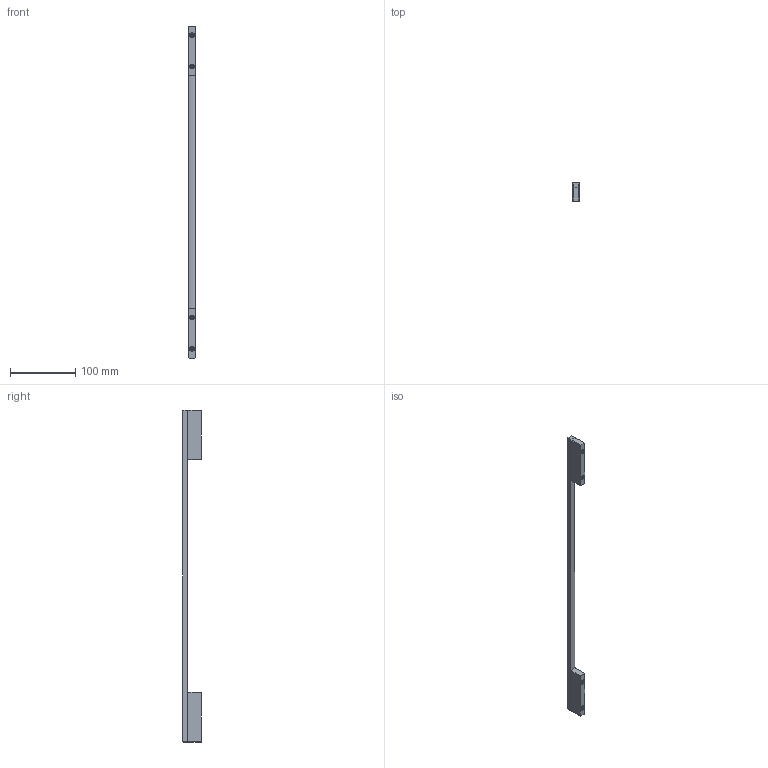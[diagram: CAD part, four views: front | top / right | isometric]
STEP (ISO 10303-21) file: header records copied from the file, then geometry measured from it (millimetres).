
FILE_DESCRIPTION(('Creo Elements/Direct Modeling STEP Export'),'2;1');
FILE_NAME('2110-476.stp','2017-11-13T11:13:56',(''),(''),'Creo Elements/Direct Modeling STEP processor for AP214 (Solid Model)','Creo Elements/Direct Modeling 20.0 12-Nov-2016 (C) Parametric Technology GmbH','');
FILE_SCHEMA(('AUTOMOTIVE_DESIGN { 1 0 10303 214 1 1 1 1 }'));
Length unit declared in the file: millimetre
Products named in the file (4): Stange; Sockel2; Sockel2.1; 2110_476
Assembly tree (3 placements, depth 2):
  2110_476
    Sockel2.1
    Sockel2
    Stange
Bounding box: 10 x 28.89 x 508 mm (x, y, z)
Volume: 70772.6 mm3; surface area: 31204.1 mm2
Topology: 3 solids, 3 shells, 156 faces, 398 edges, 256 vertices
Faces by surface type: plane 69, cylinder 63, cone 24
Entity records: 7899 total; most frequent: CARTESIAN_POINT 4060, ORIENTED_EDGE 780, DIRECTION 708, EDGE_CURVE 390, AXIS2_PLACEMENT_3D 260, VERTEX_POINT 256, VECTOR 188, LINE 188
